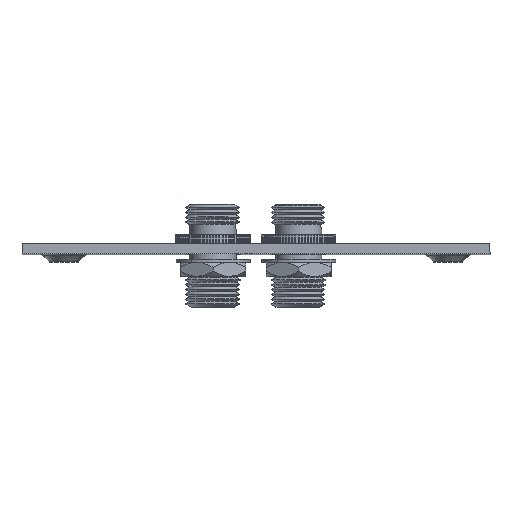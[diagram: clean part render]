
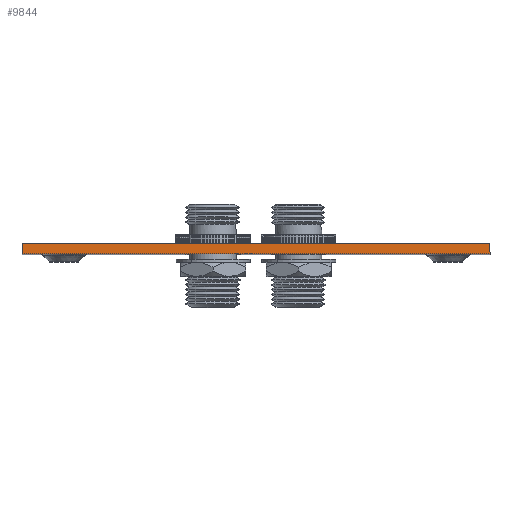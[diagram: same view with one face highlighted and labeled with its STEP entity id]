
A CAD part, top view. The second image highlights one B-rep face of the part: STEP entity #9844.
In plain terms, the highlighted planar face has unit normal (0, 0, 1).
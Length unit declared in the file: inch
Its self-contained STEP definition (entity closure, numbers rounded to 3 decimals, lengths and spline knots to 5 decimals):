
#3281 = CARTESIAN_POINT ( 'NONE',  ( 1.34, 0.06, 1.615 ) ) ;
#3402 = CARTESIAN_POINT ( 'NONE',  ( -1.34, 0.06, 1.615 ) ) ;
#3403 = DIRECTION ( 'NONE',  ( 1., 0., 0. ) ) ;
#3404 = VECTOR ( 'NONE', #3403, 39.37008 ) ;
#3405 = CARTESIAN_POINT ( 'NONE',  ( -1.34, 0.06, 1.615 ) ) ;
#3406 = LINE ( 'NONE', #3405, #3404 ) ;
#3422 = CARTESIAN_POINT ( 'NONE',  ( 1.34, 0., 1.615 ) ) ;
#3423 = DIRECTION ( 'NONE',  ( 0., 1., 0. ) ) ;
#3424 = VECTOR ( 'NONE', #3423, 39.37008 ) ;
#3425 = CARTESIAN_POINT ( 'NONE',  ( 1.34, 0., 1.615 ) ) ;
#3426 = LINE ( 'NONE', #3425, #3424 ) ;
#3500 = DIRECTION ( 'NONE',  ( 0., -1., 0. ) ) ;
#3501 = VECTOR ( 'NONE', #3500, 39.37008 ) ;
#3502 = CARTESIAN_POINT ( 'NONE',  ( -1.34, 0.06, 1.615 ) ) ;
#3503 = LINE ( 'NONE', #3502, #3501 ) ;
#3515 = DIRECTION ( 'NONE',  ( -1., 0., 0. ) ) ;
#3516 = DIRECTION ( 'NONE',  ( 0., 0., -1. ) ) ;
#3517 = CARTESIAN_POINT ( 'NONE',  ( -1.34, 0.06, 1.615 ) ) ;
#3518 = AXIS2_PLACEMENT_3D ( 'NONE', #3517, #3516, #3515 ) ;
#3519 = PLANE ( 'NONE',  #3518 ) ;
#3520 = FACE_OUTER_BOUND ( 'NONE', #9845, .T. ) ;
#3545 = CARTESIAN_POINT ( 'NONE',  ( -1.34, 0., 1.615 ) ) ;
#3546 = DIRECTION ( 'NONE',  ( 1., 0., 0. ) ) ;
#3547 = VECTOR ( 'NONE', #3546, 39.37008 ) ;
#3548 = CARTESIAN_POINT ( 'NONE',  ( -1.34, 0., 1.615 ) ) ;
#3549 = LINE ( 'NONE', #3548, #3547 ) ;
#9708 = VERTEX_POINT ( 'NONE', #3281 ) ;
#9776 = EDGE_CURVE ( 'NONE', #9777, #9708, #3426, .T. ) ;
#9777 = VERTEX_POINT ( 'NONE', #3422 ) ;
#9791 = EDGE_CURVE ( 'NONE', #9792, #9708, #3406, .T. ) ;
#9792 = VERTEX_POINT ( 'NONE', #3402 ) ;
#9844 = ADVANCED_FACE ( 'NONE', ( #3520 ), #3519, .F. ) ;
#9845 = EDGE_LOOP ( 'NONE', ( #9846, #9847, #9848, #9849 ) ) ;
#9846 = ORIENTED_EDGE ( 'NONE', *, *, #9791, .F. ) ;
#9847 = ORIENTED_EDGE ( 'NONE', *, *, #9857, .T. ) ;
#9848 = ORIENTED_EDGE ( 'NONE', *, *, #9870, .T. ) ;
#9849 = ORIENTED_EDGE ( 'NONE', *, *, #9776, .T. ) ;
#9857 = EDGE_CURVE ( 'NONE', #9792, #9871, #3503, .T. ) ;
#9870 = EDGE_CURVE ( 'NONE', #9871, #9777, #3549, .T. ) ;
#9871 = VERTEX_POINT ( 'NONE', #3545 ) ;
